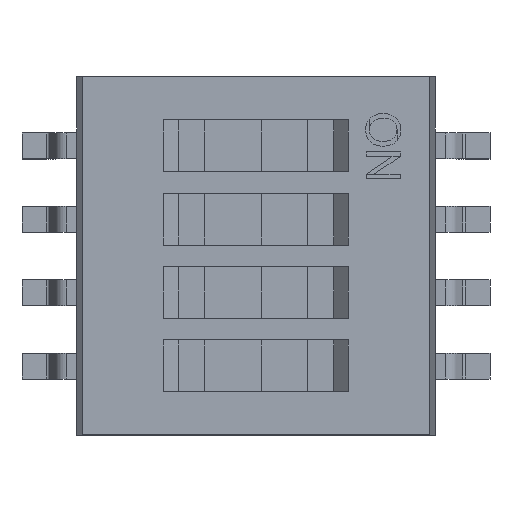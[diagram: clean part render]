
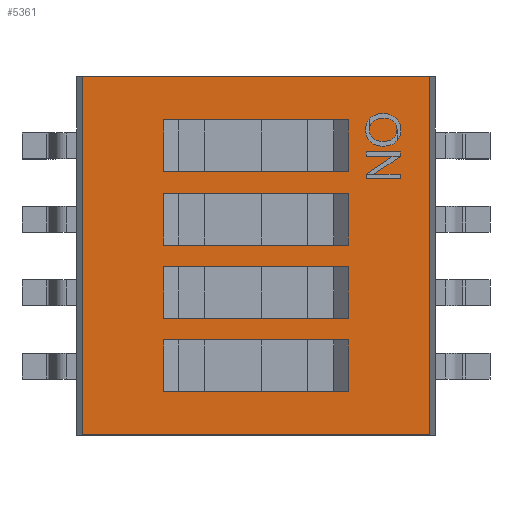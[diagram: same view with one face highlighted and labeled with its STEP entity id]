
A CAD part, top view. The second image highlights one B-rep face of the part: STEP entity #5361.
In plain terms, the highlighted planar face has unit normal (0, 0, 1).
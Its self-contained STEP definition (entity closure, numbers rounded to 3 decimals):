
#149=FACE_BOUND('',#479,.T.);
#150=FACE_BOUND('',#480,.T.);
#151=FACE_BOUND('',#481,.T.);
#152=FACE_BOUND('',#482,.T.);
#177=FACE_OUTER_BOUND('',#478,.T.);
#478=EDGE_LOOP('',(#3614,#3615,#3616,#3617));
#479=EDGE_LOOP('',(#3618,#3619,#3620,#3621));
#480=EDGE_LOOP('',(#3622,#3623,#3624,#3625));
#481=EDGE_LOOP('',(#3626,#3627,#3628,#3629));
#482=EDGE_LOOP('',(#3630,#3631,#3632,#3633));
#768=LINE('',#7496,#1487);
#771=LINE('',#7502,#1490);
#782=LINE('',#7526,#1501);
#785=LINE('',#7532,#1504);
#796=LINE('',#7556,#1515);
#799=LINE('',#7562,#1518);
#810=LINE('',#7586,#1529);
#813=LINE('',#7592,#1532);
#820=LINE('',#7604,#1539);
#826=LINE('',#7615,#1545);
#832=LINE('',#7626,#1551);
#838=LINE('',#7637,#1557);
#839=LINE('',#7641,#1558);
#840=LINE('',#7643,#1559);
#841=LINE('',#7645,#1560);
#842=LINE('',#7646,#1561);
#843=LINE('',#7647,#1562);
#844=LINE('',#7648,#1563);
#845=LINE('',#7649,#1564);
#846=LINE('',#7650,#1565);
#1487=VECTOR('',#6039,0.9);
#1490=VECTOR('',#6044,0.9);
#1501=VECTOR('',#6061,0.9);
#1504=VECTOR('',#6066,0.9);
#1515=VECTOR('',#6083,0.9);
#1518=VECTOR('',#6088,0.9);
#1529=VECTOR('',#6105,0.9);
#1532=VECTOR('',#6110,0.9);
#1539=VECTOR('',#6121,3.2);
#1545=VECTOR('',#6131,3.2);
#1551=VECTOR('',#6141,3.2);
#1557=VECTOR('',#6151,3.2);
#1558=VECTOR('',#6154,6.017);
#1559=VECTOR('',#6155,6.2);
#1560=VECTOR('',#6156,6.017);
#1561=VECTOR('',#6157,6.2);
#1562=VECTOR('',#6158,3.2);
#1563=VECTOR('',#6159,3.2);
#1564=VECTOR('',#6160,3.2);
#1565=VECTOR('',#6161,3.2);
#2205=VERTEX_POINT('',#7493);
#2206=VERTEX_POINT('',#7495);
#2207=VERTEX_POINT('',#7499);
#2208=VERTEX_POINT('',#7501);
#2217=VERTEX_POINT('',#7523);
#2218=VERTEX_POINT('',#7525);
#2219=VERTEX_POINT('',#7529);
#2220=VERTEX_POINT('',#7531);
#2229=VERTEX_POINT('',#7553);
#2230=VERTEX_POINT('',#7555);
#2231=VERTEX_POINT('',#7559);
#2232=VERTEX_POINT('',#7561);
#2241=VERTEX_POINT('',#7583);
#2242=VERTEX_POINT('',#7585);
#2243=VERTEX_POINT('',#7589);
#2244=VERTEX_POINT('',#7591);
#2257=VERTEX_POINT('',#7639);
#2258=VERTEX_POINT('',#7640);
#2259=VERTEX_POINT('',#7642);
#2260=VERTEX_POINT('',#7644);
#2728=EDGE_CURVE('',#2206,#2205,#768,.T.);
#2731=EDGE_CURVE('',#2208,#2207,#771,.T.);
#2742=EDGE_CURVE('',#2218,#2217,#782,.T.);
#2745=EDGE_CURVE('',#2220,#2219,#785,.T.);
#2756=EDGE_CURVE('',#2230,#2229,#796,.T.);
#2759=EDGE_CURVE('',#2232,#2231,#799,.T.);
#2770=EDGE_CURVE('',#2242,#2241,#810,.T.);
#2773=EDGE_CURVE('',#2244,#2243,#813,.T.);
#2780=EDGE_CURVE('',#2205,#2208,#820,.T.);
#2786=EDGE_CURVE('',#2217,#2220,#826,.T.);
#2792=EDGE_CURVE('',#2229,#2232,#832,.T.);
#2798=EDGE_CURVE('',#2241,#2244,#838,.T.);
#2799=EDGE_CURVE('',#2257,#2258,#839,.T.);
#2800=EDGE_CURVE('',#2259,#2258,#840,.T.);
#2801=EDGE_CURVE('',#2260,#2259,#841,.T.);
#2802=EDGE_CURVE('',#2260,#2257,#842,.T.);
#2803=EDGE_CURVE('',#2207,#2206,#843,.T.);
#2804=EDGE_CURVE('',#2219,#2218,#844,.T.);
#2805=EDGE_CURVE('',#2231,#2230,#845,.T.);
#2806=EDGE_CURVE('',#2243,#2242,#846,.T.);
#3614=ORIENTED_EDGE('',*,*,#2799,.T.);
#3615=ORIENTED_EDGE('',*,*,#2800,.F.);
#3616=ORIENTED_EDGE('',*,*,#2801,.F.);
#3617=ORIENTED_EDGE('',*,*,#2802,.T.);
#3618=ORIENTED_EDGE('',*,*,#2803,.T.);
#3619=ORIENTED_EDGE('',*,*,#2728,.T.);
#3620=ORIENTED_EDGE('',*,*,#2780,.T.);
#3621=ORIENTED_EDGE('',*,*,#2731,.T.);
#3622=ORIENTED_EDGE('',*,*,#2804,.T.);
#3623=ORIENTED_EDGE('',*,*,#2742,.T.);
#3624=ORIENTED_EDGE('',*,*,#2786,.T.);
#3625=ORIENTED_EDGE('',*,*,#2745,.T.);
#3626=ORIENTED_EDGE('',*,*,#2805,.T.);
#3627=ORIENTED_EDGE('',*,*,#2756,.T.);
#3628=ORIENTED_EDGE('',*,*,#2792,.T.);
#3629=ORIENTED_EDGE('',*,*,#2759,.T.);
#3630=ORIENTED_EDGE('',*,*,#2806,.T.);
#3631=ORIENTED_EDGE('',*,*,#2770,.T.);
#3632=ORIENTED_EDGE('',*,*,#2798,.T.);
#3633=ORIENTED_EDGE('',*,*,#2773,.T.);
#5092=PLANE('',#5681);
#5361=ADVANCED_FACE('',(#177,#149,#150,#151,#152),#5092,.T.);
#5681=AXIS2_PLACEMENT_3D('',#7638,#6152,#6153);
#6039=DIRECTION('',(0.,-1.,0.));
#6044=DIRECTION('',(0.,1.,0.));
#6061=DIRECTION('',(0.,-1.,0.));
#6066=DIRECTION('',(0.,1.,0.));
#6083=DIRECTION('',(0.,-1.,0.));
#6088=DIRECTION('',(0.,1.,0.));
#6105=DIRECTION('',(0.,-1.,0.));
#6110=DIRECTION('',(0.,1.,0.));
#6121=DIRECTION('',(-1.,0.,0.));
#6131=DIRECTION('',(-1.,0.,0.));
#6141=DIRECTION('',(-1.,0.,0.));
#6151=DIRECTION('',(-1.,0.,0.));
#6152=DIRECTION('center_axis',(0.,0.,1.));
#6153=DIRECTION('ref_axis',(1.,0.,0.));
#6154=DIRECTION('',(-1.,0.,0.));
#6155=DIRECTION('',(0.,1.,0.));
#6156=DIRECTION('',(-1.,0.,0.));
#6157=DIRECTION('',(0.,1.,0.));
#6158=DIRECTION('',(1.,0.,0.));
#6159=DIRECTION('',(1.,0.,0.));
#6160=DIRECTION('',(1.,0.,0.));
#6161=DIRECTION('',(1.,0.,0.));
#7493=CARTESIAN_POINT('',(1.6,-1.085,2.312));
#7495=CARTESIAN_POINT('',(1.6,-0.185,2.312));
#7496=CARTESIAN_POINT('',(1.6,-3.138,2.312));
#7499=CARTESIAN_POINT('',(-1.6,-0.185,2.312));
#7501=CARTESIAN_POINT('',(-1.6,-1.085,2.312));
#7502=CARTESIAN_POINT('',(-1.6,-3.138,2.312));
#7523=CARTESIAN_POINT('',(1.6,1.455,2.312));
#7525=CARTESIAN_POINT('',(1.6,2.355,2.312));
#7526=CARTESIAN_POINT('',(1.6,-1.868,2.312));
#7529=CARTESIAN_POINT('',(-1.6,2.355,2.312));
#7531=CARTESIAN_POINT('',(-1.6,1.455,2.312));
#7532=CARTESIAN_POINT('',(-1.6,-1.868,2.312));
#7553=CARTESIAN_POINT('',(1.6,0.185,2.312));
#7555=CARTESIAN_POINT('',(1.6,1.085,2.312));
#7556=CARTESIAN_POINT('',(1.6,-2.503,2.312));
#7559=CARTESIAN_POINT('',(-1.6,1.085,2.312));
#7561=CARTESIAN_POINT('',(-1.6,0.185,2.312));
#7562=CARTESIAN_POINT('',(-1.6,-2.503,2.312));
#7583=CARTESIAN_POINT('',(1.6,-2.355,2.312));
#7585=CARTESIAN_POINT('',(1.6,-1.455,2.312));
#7586=CARTESIAN_POINT('',(1.6,-3.773,2.312));
#7589=CARTESIAN_POINT('',(-1.6,-1.455,2.312));
#7591=CARTESIAN_POINT('',(-1.6,-2.355,2.312));
#7592=CARTESIAN_POINT('',(-1.6,-3.773,2.312));
#7604=CARTESIAN_POINT('',(1.054,-1.085,2.312));
#7615=CARTESIAN_POINT('',(1.054,1.455,2.312));
#7626=CARTESIAN_POINT('',(1.054,0.185,2.312));
#7637=CARTESIAN_POINT('',(1.054,-2.355,2.312));
#7638=CARTESIAN_POINT('Origin',(3.008,-5.641,2.312));
#7639=CARTESIAN_POINT('',(3.008,3.099,2.312));
#7640=CARTESIAN_POINT('',(-3.008,3.099,2.312));
#7641=CARTESIAN_POINT('',(3.008,3.099,2.312));
#7642=CARTESIAN_POINT('',(-3.008,-3.101,2.312));
#7643=CARTESIAN_POINT('',(-3.008,-5.641,2.312));
#7644=CARTESIAN_POINT('',(3.008,-3.101,2.312));
#7645=CARTESIAN_POINT('',(3.008,-3.101,2.312));
#7646=CARTESIAN_POINT('',(3.008,-5.641,2.312));
#7647=CARTESIAN_POINT('',(1.554,-0.185,2.312));
#7648=CARTESIAN_POINT('',(1.554,2.355,2.312));
#7649=CARTESIAN_POINT('',(1.554,1.085,2.312));
#7650=CARTESIAN_POINT('',(1.554,-1.455,2.312));
